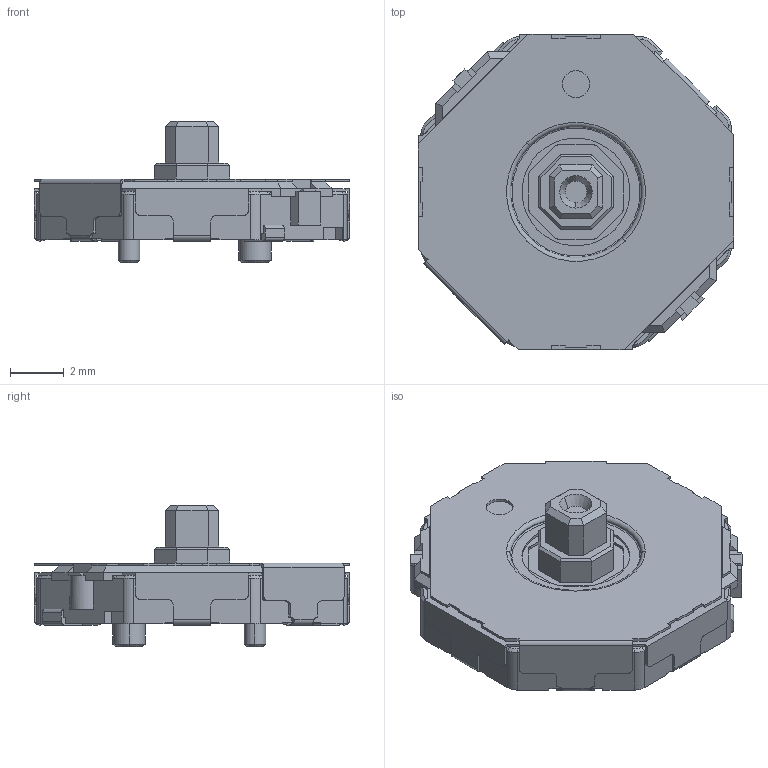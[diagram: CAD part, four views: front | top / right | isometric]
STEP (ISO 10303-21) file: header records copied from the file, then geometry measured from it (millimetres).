
FILE_DESCRIPTION (( 'STEP AP214' ), '1' );
FILE_NAME ('RKJXS1004001.STEP', '2012-06-28T02:31:36', ( '' ), ( '' ), 'SwSTEP 2.0', 'SolidWorks 2010', '' );
FILE_SCHEMA (( 'AUTOMOTIVE_DESIGN' ));
Length unit declared in the file: millimetre
Products named in the file (1): RKJXS1004001
Bounding box: 11.7 x 11.7 x 5.25 mm (x, y, z)
Volume: 250.9 mm3; surface area: 454.6 mm2
Topology: 1 solids, 1 shells, 490 faces, 1354 edges, 866 vertices
Faces by surface type: plane 371, cylinder 93, cone 18, torus 8
Entity records: 20934 total; most frequent: CARTESIAN_POINT 2901, ORIENTED_EDGE 2708, DIRECTION 2523, EDGE_CURVE 1354, LINE 1111, VECTOR 1111, VERTEX_POINT 866, AXIS2_PLACEMENT_3D 706
